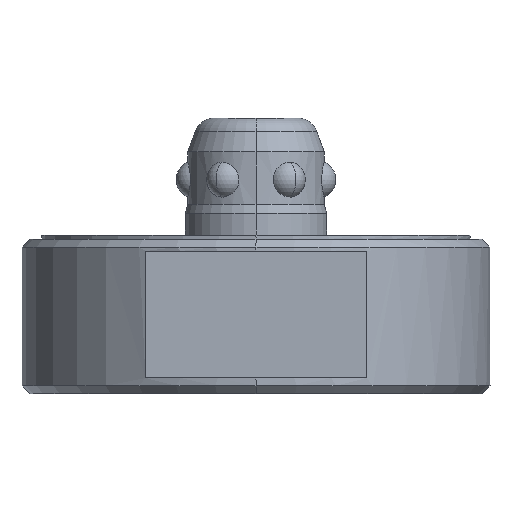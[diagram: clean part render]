
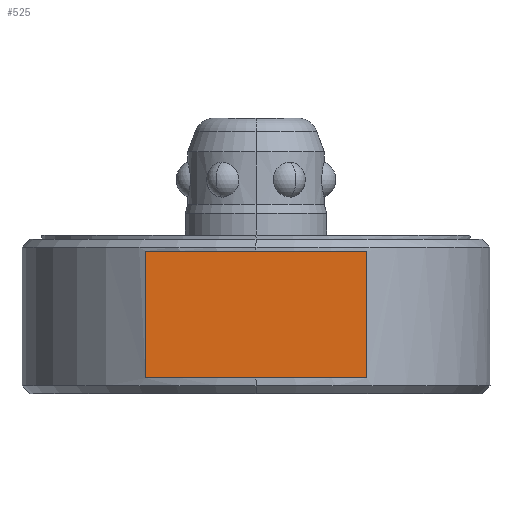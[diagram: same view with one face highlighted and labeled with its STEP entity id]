
A CAD part, left-side view. The second image highlights one B-rep face of the part: STEP entity #525.
In plain terms, the highlighted planar face has unit normal (-1, 0, 0).
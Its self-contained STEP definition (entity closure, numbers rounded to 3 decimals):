
#525=ADVANCED_FACE('',(#1408),#1409,.F.);
#1408=FACE_OUTER_BOUND('',#2681,.T.);
#1409=PLANE('',#2682);
#2681=EDGE_LOOP('',(#4169,#4170,#4171,#4172));
#2682=AXIS2_PLACEMENT_3D('',#4173,#4174,#4175);
#4169=ORIENTED_EDGE('',*,*,#7474,.F.);
#4170=ORIENTED_EDGE('',*,*,#7479,.F.);
#4171=ORIENTED_EDGE('',*,*,#7476,.F.);
#4172=ORIENTED_EDGE('',*,*,#7311,.F.);
#4173=CARTESIAN_POINT('',(-52.0,0.,4.0));
#4174=DIRECTION('',(1.0,0.0,0.0));
#4175=DIRECTION('',(0.0,1.0,-0.0));
#7311=EDGE_CURVE('',#8680,#8682,#8683,.T.);
#7474=EDGE_CURVE('',#8923,#8680,#8925,.T.);
#7476=EDGE_CURVE('',#8682,#8927,#8928,.T.);
#7479=EDGE_CURVE('',#8927,#8923,#8931,.T.);
#8680=VERTEX_POINT('',#10659);
#8682=VERTEX_POINT('',#10661);
#8683=LINE('',#10662,#10663);
#8923=VERTEX_POINT('',#11434);
#8925=LINE('',#11436,#11437);
#8927=VERTEX_POINT('',#11439);
#8928=LINE('',#11440,#11441);
#8931=LINE('',#11444,#11445);
#10659=CARTESIAN_POINT('',(-52.0,27.875,4.0));
#10661=CARTESIAN_POINT('',(-52.0,27.875,36.0));
#10662=CARTESIAN_POINT('',(-52.0,27.875,4.0));
#10663=VECTOR('',#13649,32.0);
#11434=CARTESIAN_POINT('',(-52.0,-27.875,4.0));
#11436=CARTESIAN_POINT('',(-52.0,-27.875,4.0));
#11437=VECTOR('',#13887,55.749);
#11439=CARTESIAN_POINT('',(-52.0,-27.875,36.0));
#11440=CARTESIAN_POINT('',(-52.0,27.875,36.0));
#11441=VECTOR('',#13888,55.749);
#11444=CARTESIAN_POINT('',(-52.0,-27.875,36.0));
#11445=VECTOR('',#13892,32.0);
#13649=DIRECTION('',(0.0,0.0,1.0));
#13887=DIRECTION('',(0.0,1.0,0.0));
#13888=DIRECTION('',(0.0,-1.0,0.0));
#13892=DIRECTION('',(0.0,0.0,-1.0));
